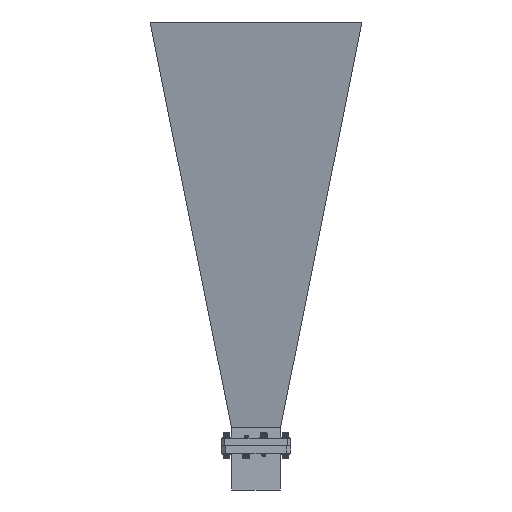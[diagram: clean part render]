
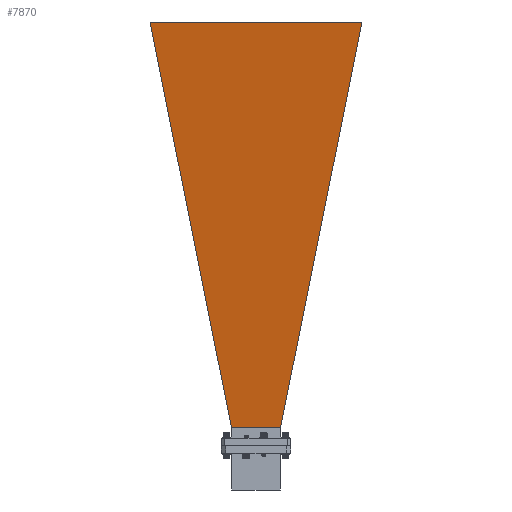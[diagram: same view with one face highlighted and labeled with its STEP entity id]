
A CAD part, front view. The second image highlights one B-rep face of the part: STEP entity #7870.
In plain terms, the highlighted face is planar.
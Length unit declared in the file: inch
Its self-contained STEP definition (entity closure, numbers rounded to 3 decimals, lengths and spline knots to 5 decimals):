
#798 = DIRECTION ( 'NONE',  ( -0.161, 0., 0.987 ) ) ;
#1001 = VERTEX_POINT ( 'NONE', #22149 ) ;
#2243 = VECTOR ( 'NONE', #13673, 39.37008 ) ;
#3624 = DIRECTION ( 'NONE',  ( 0., 1., 0. ) ) ;
#4106 = FACE_OUTER_BOUND ( 'NONE', #10196, .T. ) ;
#4922 = VERTEX_POINT ( 'NONE', #19075 ) ;
#4953 = VERTEX_POINT ( 'NONE', #19339 ) ;
#5789 = CARTESIAN_POINT ( 'NONE',  ( -0.42911, 0., 1.95891 ) ) ;
#6278 = DIRECTION ( 'NONE',  ( -0.987, 0., -0.161 ) ) ;
#7870 = ADVANCED_FACE ( 'NONE', ( #4106 ), #12101, .T. ) ;
#9151 = LINE ( 'NONE', #19659, #14370 ) ;
#9206 = EDGE_CURVE ( 'NONE', #1001, #4922, #12762, .T. ) ;
#9298 = VECTOR ( 'NONE', #18716, 39.37008 ) ;
#10017 = EDGE_CURVE ( 'NONE', #4953, #1001, #15614, .T. ) ;
#10196 = EDGE_LOOP ( 'NONE', ( #16340, #22385, #22359, #23531 ) ) ;
#10810 = CARTESIAN_POINT ( 'NONE',  ( -0.42911, -0.80257, 1.95891 ) ) ;
#12101 = PLANE ( 'NONE',  #13301 ) ;
#12105 = LINE ( 'NONE', #20015, #18584 ) ;
#12762 = LINE ( 'NONE', #10810, #9298 ) ;
#13301 = AXIS2_PLACEMENT_3D ( 'NONE', #20009, #6278, #798 ) ;
#13673 = DIRECTION ( 'NONE',  ( 0., -1., 0. ) ) ;
#14370 = VECTOR ( 'NONE', #3624, 39.37008 ) ;
#15060 = EDGE_CURVE ( 'NONE', #4922, #15329, #9151, .T. ) ;
#15329 = VERTEX_POINT ( 'NONE', #25255 ) ;
#15614 = LINE ( 'NONE', #5789, #2243 ) ;
#16340 = ORIENTED_EDGE ( 'NONE', *, *, #9206, .T. ) ;
#18584 = VECTOR ( 'NONE', #21947, 39.37008 ) ;
#18716 = DIRECTION ( 'NONE',  ( -0.158, -0.194, 0.968 ) ) ;
#19075 = CARTESIAN_POINT ( 'NONE',  ( -2.60136, -3.46539, 15.23879 ) ) ;
#19339 = CARTESIAN_POINT ( 'NONE',  ( -0.42911, 0.80257, 1.95891 ) ) ;
#19659 = CARTESIAN_POINT ( 'NONE',  ( -2.60136, 0., 15.23879 ) ) ;
#19689 = EDGE_CURVE ( 'NONE', #15329, #4953, #12105, .T. ) ;
#20009 = CARTESIAN_POINT ( 'NONE',  ( -1.5129, 0., 8.58458 ) ) ;
#20015 = CARTESIAN_POINT ( 'NONE',  ( -2.60136, 3.46539, 15.23879 ) ) ;
#21947 = DIRECTION ( 'NONE',  ( 0.158, -0.194, -0.968 ) ) ;
#22149 = CARTESIAN_POINT ( 'NONE',  ( -0.42911, -0.80257, 1.95891 ) ) ;
#22359 = ORIENTED_EDGE ( 'NONE', *, *, #19689, .T. ) ;
#22385 = ORIENTED_EDGE ( 'NONE', *, *, #15060, .T. ) ;
#23531 = ORIENTED_EDGE ( 'NONE', *, *, #10017, .T. ) ;
#25255 = CARTESIAN_POINT ( 'NONE',  ( -2.60136, 3.46539, 15.23879 ) ) ;
